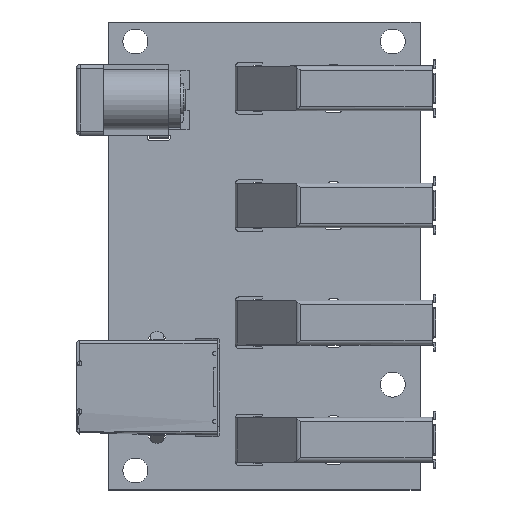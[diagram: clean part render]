
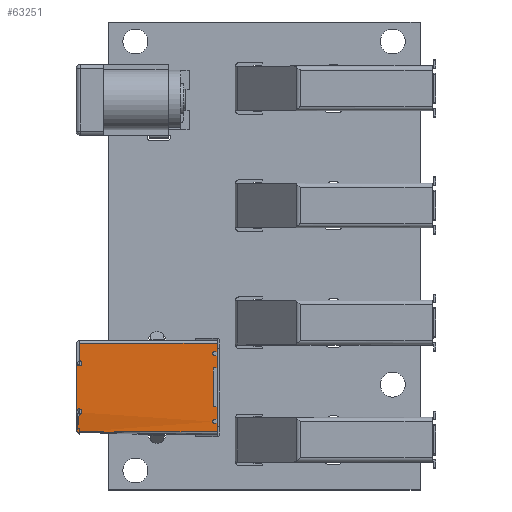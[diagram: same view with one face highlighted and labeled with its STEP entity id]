
A CAD part, top view. The second image highlights one B-rep face of the part: STEP entity #63251.
In plain terms, the highlighted planar face has unit normal (0, 0, 1).
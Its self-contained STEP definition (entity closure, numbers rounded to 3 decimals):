
#4485=CIRCLE('',#67292,0.35);
#4499=CIRCLE('',#67364,0.25);
#4500=CIRCLE('',#67365,0.25);
#4501=CIRCLE('',#67366,0.35);
#7958=FACE_OUTER_BOUND('',#11330,.T.);
#11330=EDGE_LOOP('',(#57182,#57183,#57184,#57185,#57186,#57187,#57188,#57189,
#57190,#57191,#57192,#57193,#57194,#57195,#57196,#57197,#57198,#57199,#57200,
#57201,#57202,#57203,#57204));
#18520=LINE('',#100629,#25990);
#18524=LINE('',#100638,#25994);
#18526=LINE('',#100643,#25996);
#18545=LINE('',#100676,#26015);
#18564=LINE('',#100728,#26034);
#18597=LINE('',#100800,#26067);
#18710=LINE('',#101044,#26180);
#18712=LINE('',#101048,#26182);
#18713=LINE('',#101051,#26183);
#18714=LINE('',#101053,#26184);
#18715=LINE('',#101055,#26185);
#18716=LINE('',#101056,#26186);
#18717=LINE('',#101060,#26187);
#18718=LINE('',#101062,#26188);
#18719=LINE('',#101063,#26189);
#18720=LINE('',#101065,#26190);
#18721=LINE('',#101069,#26191);
#18722=LINE('',#101071,#26192);
#18723=LINE('',#101072,#26193);
#25990=VECTOR('',#82320,1.);
#25994=VECTOR('',#82330,1.);
#25996=VECTOR('',#82336,1.);
#26015=VECTOR('',#82359,1.);
#26034=VECTOR('',#82410,1.);
#26067=VECTOR('',#82477,1.);
#26180=VECTOR('',#82694,1.);
#26182=VECTOR('',#82698,1.);
#26183=VECTOR('',#82701,1.);
#26184=VECTOR('',#82702,1.);
#26185=VECTOR('',#82703,1.);
#26186=VECTOR('',#82704,1.);
#26187=VECTOR('',#82707,1.);
#26188=VECTOR('',#82708,1.);
#26189=VECTOR('',#82709,1.);
#26190=VECTOR('',#82710,1.);
#26191=VECTOR('',#82713,1.);
#26192=VECTOR('',#82714,1.);
#26193=VECTOR('',#82715,1.);
#31649=VERTEX_POINT('',#100186);
#31769=VERTEX_POINT('',#100626);
#31770=VERTEX_POINT('',#100628);
#31773=VERTEX_POINT('',#100642);
#31784=VERTEX_POINT('',#100673);
#31785=VERTEX_POINT('',#100675);
#31800=VERTEX_POINT('',#100721);
#31802=VERTEX_POINT('',#100726);
#31822=VERTEX_POINT('',#100794);
#31824=VERTEX_POINT('',#100798);
#31902=VERTEX_POINT('',#101041);
#31903=VERTEX_POINT('',#101043);
#31904=VERTEX_POINT('',#101047);
#31905=VERTEX_POINT('',#101049);
#31906=VERTEX_POINT('',#101052);
#31907=VERTEX_POINT('',#101054);
#31908=VERTEX_POINT('',#101057);
#31909=VERTEX_POINT('',#101059);
#31910=VERTEX_POINT('',#101061);
#31911=VERTEX_POINT('',#101064);
#31912=VERTEX_POINT('',#101066);
#31913=VERTEX_POINT('',#101068);
#31914=VERTEX_POINT('',#101070);
#40171=EDGE_CURVE('',#31770,#31769,#18520,.T.);
#40177=EDGE_CURVE('',#31770,#31649,#18524,.T.);
#40179=EDGE_CURVE('',#31649,#31773,#18526,.T.);
#40198=EDGE_CURVE('',#31785,#31784,#18545,.T.);
#40220=EDGE_CURVE('',#31773,#31800,#4485,.T.);
#40223=EDGE_CURVE('',#31802,#31784,#18564,.T.);
#40260=EDGE_CURVE('',#31822,#31824,#18597,.T.);
#40386=EDGE_CURVE('',#31903,#31902,#18710,.T.);
#40388=EDGE_CURVE('',#31904,#31769,#18712,.T.);
#40389=EDGE_CURVE('',#31905,#31904,#4499,.T.);
#40390=EDGE_CURVE('',#31822,#31905,#18713,.T.);
#40391=EDGE_CURVE('',#31906,#31824,#18714,.T.);
#40392=EDGE_CURVE('',#31907,#31906,#18715,.T.);
#40393=EDGE_CURVE('',#31785,#31907,#18716,.T.);
#40394=EDGE_CURVE('',#31908,#31802,#4500,.T.);
#40395=EDGE_CURVE('',#31909,#31908,#18717,.T.);
#40396=EDGE_CURVE('',#31909,#31910,#18718,.T.);
#40397=EDGE_CURVE('',#31910,#31903,#18719,.T.);
#40398=EDGE_CURVE('',#31911,#31902,#18720,.T.);
#40399=EDGE_CURVE('',#31912,#31911,#4501,.T.);
#40400=EDGE_CURVE('',#31912,#31913,#18721,.T.);
#40401=EDGE_CURVE('',#31913,#31914,#18722,.T.);
#40402=EDGE_CURVE('',#31914,#31800,#18723,.T.);
#57182=ORIENTED_EDGE('',*,*,#40177,.F.);
#57183=ORIENTED_EDGE('',*,*,#40171,.T.);
#57184=ORIENTED_EDGE('',*,*,#40388,.F.);
#57185=ORIENTED_EDGE('',*,*,#40389,.F.);
#57186=ORIENTED_EDGE('',*,*,#40390,.F.);
#57187=ORIENTED_EDGE('',*,*,#40260,.T.);
#57188=ORIENTED_EDGE('',*,*,#40391,.F.);
#57189=ORIENTED_EDGE('',*,*,#40392,.F.);
#57190=ORIENTED_EDGE('',*,*,#40393,.F.);
#57191=ORIENTED_EDGE('',*,*,#40198,.T.);
#57192=ORIENTED_EDGE('',*,*,#40223,.F.);
#57193=ORIENTED_EDGE('',*,*,#40394,.F.);
#57194=ORIENTED_EDGE('',*,*,#40395,.F.);
#57195=ORIENTED_EDGE('',*,*,#40396,.T.);
#57196=ORIENTED_EDGE('',*,*,#40397,.T.);
#57197=ORIENTED_EDGE('',*,*,#40386,.T.);
#57198=ORIENTED_EDGE('',*,*,#40398,.F.);
#57199=ORIENTED_EDGE('',*,*,#40399,.F.);
#57200=ORIENTED_EDGE('',*,*,#40400,.T.);
#57201=ORIENTED_EDGE('',*,*,#40401,.T.);
#57202=ORIENTED_EDGE('',*,*,#40402,.T.);
#57203=ORIENTED_EDGE('',*,*,#40220,.F.);
#57204=ORIENTED_EDGE('',*,*,#40179,.F.);
#60240=PLANE('',#67363);
#63251=ADVANCED_FACE('',(#7958),#60240,.T.);
#67292=AXIS2_PLACEMENT_3D('',#100722,#82404,#82405);
#67363=AXIS2_PLACEMENT_3D('',#101046,#82696,#82697);
#67364=AXIS2_PLACEMENT_3D('',#101050,#82699,#82700);
#67365=AXIS2_PLACEMENT_3D('',#101058,#82705,#82706);
#67366=AXIS2_PLACEMENT_3D('',#101067,#82711,#82712);
#82320=DIRECTION('',(0.,1.,0.));
#82330=DIRECTION('',(-1.,0.,0.));
#82336=DIRECTION('',(0.,1.,0.));
#82359=DIRECTION('',(0.,1.,0.));
#82404=DIRECTION('center_axis',(0.,0.,
1.));
#82405=DIRECTION('ref_axis',(0.,-1.,0.));
#82410=DIRECTION('',(1.,0.,0.));
#82477=DIRECTION('',(0.,1.,0.));
#82694=DIRECTION('',(-1.,0.,0.));
#82696=DIRECTION('center_axis',(0.,0.,
1.));
#82697=DIRECTION('ref_axis',(0.,-1.,0.));
#82698=DIRECTION('',(1.,0.,0.));
#82699=DIRECTION('center_axis',(0.,0.,
1.));
#82700=DIRECTION('ref_axis',(1.,0.,0.));
#82701=DIRECTION('',(-1.,0.,0.));
#82702=DIRECTION('',(1.,0.,0.));
#82703=DIRECTION('',(0.,-1.,0.));
#82704=DIRECTION('',(-1.,0.,0.));
#82705=DIRECTION('center_axis',(0.,0.,
1.));
#82706=DIRECTION('ref_axis',(1.,0.,0.));
#82707=DIRECTION('',(-1.,0.,0.));
#82708=DIRECTION('',(0.,1.,0.));
#82709=DIRECTION('',(-1.,0.,0.));
#82710=DIRECTION('',(0.,1.,0.));
#82711=DIRECTION('center_axis',(0.,0.,
1.));
#82712=DIRECTION('ref_axis',(0.,-1.,0.));
#82713=DIRECTION('',(-1.,0.,0.));
#82714=DIRECTION('',(0.,-1.,0.));
#82715=DIRECTION('',(1.,0.,0.));
#100186=CARTESIAN_POINT('',(-3.938,7.403,13.021));
#100626=CARTESIAN_POINT('',(14.,8.528,13.3));
#100628=CARTESIAN_POINT('',(14.,7.433,13.3));
#100629=CARTESIAN_POINT('',(14.,18.813,13.3));
#100638=CARTESIAN_POINT('',(14.,7.433,13.3));
#100642=CARTESIAN_POINT('',(-3.7,9.673,13.3));
#100643=CARTESIAN_POINT('',(-3.7,18.813,13.3));
#100673=CARTESIAN_POINT('',(14.,17.218,13.3));
#100675=CARTESIAN_POINT('',(14.,15.623,13.3));
#100676=CARTESIAN_POINT('',(14.,18.813,13.3));
#100721=CARTESIAN_POINT('',(-3.7,10.373,13.3));
#100722=CARTESIAN_POINT('Origin',(-3.7,10.023,13.3));
#100726=CARTESIAN_POINT('',(13.648,17.218,13.3));
#100728=CARTESIAN_POINT('',(13.648,17.218,13.3));
#100794=CARTESIAN_POINT('',(14.,9.028,13.3));
#100798=CARTESIAN_POINT('',(14.,10.623,13.3));
#100800=CARTESIAN_POINT('',(14.,18.813,13.3));
#101041=CARTESIAN_POINT('',(-3.7,18.813,13.3));
#101043=CARTESIAN_POINT('',(-3.69,18.813,13.3));
#101044=CARTESIAN_POINT('',(14.,18.813,13.3));
#101046=CARTESIAN_POINT('Origin',(14.,18.813,13.3));
#101047=CARTESIAN_POINT('',(13.648,8.528,13.3));
#101048=CARTESIAN_POINT('',(13.648,8.528,13.3));
#101049=CARTESIAN_POINT('',(13.648,9.028,13.3));
#101050=CARTESIAN_POINT('Origin',(13.648,8.778,13.3));
#101051=CARTESIAN_POINT('',(14.,9.028,13.3));
#101052=CARTESIAN_POINT('',(13.5,10.623,13.3));
#101053=CARTESIAN_POINT('',(13.5,10.623,13.3));
#101054=CARTESIAN_POINT('',(13.5,15.623,13.3));
#101055=CARTESIAN_POINT('',(13.5,15.623,13.3));
#101056=CARTESIAN_POINT('',(14.,15.623,13.3));
#101057=CARTESIAN_POINT('',(13.648,17.718,13.3));
#101058=CARTESIAN_POINT('Origin',(13.648,17.468,13.3));
#101059=CARTESIAN_POINT('',(14.,17.718,13.3));
#101060=CARTESIAN_POINT('',(14.,17.718,13.3));
#101061=CARTESIAN_POINT('',(14.,18.813,13.3));
#101062=CARTESIAN_POINT('',(14.,18.813,13.3));
#101063=CARTESIAN_POINT('',(14.,18.813,13.3));
#101064=CARTESIAN_POINT('',(-3.7,16.573,13.3));
#101065=CARTESIAN_POINT('',(-3.7,18.813,13.3));
#101066=CARTESIAN_POINT('',(-3.7,15.873,13.3));
#101067=CARTESIAN_POINT('Origin',(-3.7,16.223,13.3));
#101068=CARTESIAN_POINT('',(-4.,15.873,13.3));
#101069=CARTESIAN_POINT('',(-3.7,15.873,13.3));
#101070=CARTESIAN_POINT('',(-4.,10.373,13.3));
#101071=CARTESIAN_POINT('',(-4.,15.873,13.3));
#101072=CARTESIAN_POINT('',(-4.,10.373,13.3));
